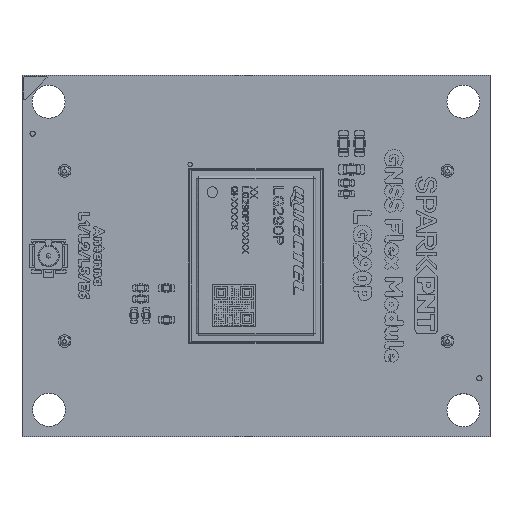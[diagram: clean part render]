
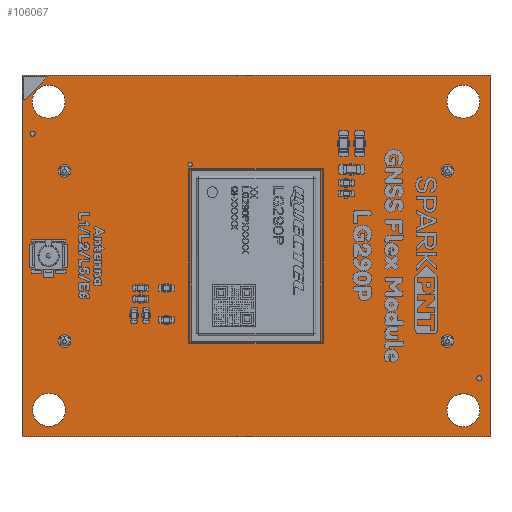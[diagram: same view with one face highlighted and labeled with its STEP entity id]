
A CAD part, top view. The second image highlights one B-rep face of the part: STEP entity #106067.
In plain terms, the highlighted planar face has unit normal (0, 0, 1).
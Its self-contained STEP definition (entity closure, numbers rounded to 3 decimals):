
#105867 = VERTEX_POINT('',#105868);
#105868 = CARTESIAN_POINT('',(44.,0.,1.51));
#105874 = EDGE_CURVE('',#105867,#105875,#105877,.T.);
#105875 = VERTEX_POINT('',#105876);
#105876 = CARTESIAN_POINT('',(0.,0.,1.51));
#105877 = LINE('',#105878,#105879);
#105878 = CARTESIAN_POINT('',(44.,0.,1.51));
#105879 = VECTOR('',#105880,1.);
#105880 = DIRECTION('',(-1.,0.,0.));
#105907 = VERTEX_POINT('',#105908);
#105908 = CARTESIAN_POINT('',(44.,34.,1.51));
#105914 = EDGE_CURVE('',#105907,#105867,#105915,.T.);
#105915 = LINE('',#105916,#105917);
#105916 = CARTESIAN_POINT('',(44.,34.,1.51));
#105917 = VECTOR('',#105918,1.);
#105918 = DIRECTION('',(0.,-1.,0.));
#105936 = EDGE_CURVE('',#105875,#105937,#105939,.T.);
#105937 = VERTEX_POINT('',#105938);
#105938 = CARTESIAN_POINT('',(0.,34.,1.51));
#105939 = LINE('',#105940,#105941);
#105940 = CARTESIAN_POINT('',(0.,0.,1.51));
#105941 = VECTOR('',#105942,1.);
#105942 = DIRECTION('',(0.,1.,0.));
#106067 = ADVANCED_FACE('',(#106068,#106079,#106090,#106101,#106112,
    #106123,#106134,#106145,#106156),#106167,.T.);
#106068 = FACE_BOUND('',#106069,.T.);
#106069 = EDGE_LOOP('',(#106070,#106071,#106072,#106078));
#106070 = ORIENTED_EDGE('',*,*,#105874,.F.);
#106071 = ORIENTED_EDGE('',*,*,#105914,.F.);
#106072 = ORIENTED_EDGE('',*,*,#106073,.F.);
#106073 = EDGE_CURVE('',#105937,#105907,#106074,.T.);
#106074 = LINE('',#106075,#106076);
#106075 = CARTESIAN_POINT('',(0.,34.,1.51));
#106076 = VECTOR('',#106077,1.);
#106077 = DIRECTION('',(1.,0.,0.));
#106078 = ORIENTED_EDGE('',*,*,#105936,.F.);
#106079 = FACE_BOUND('',#106080,.T.);
#106080 = EDGE_LOOP('',(#106081));
#106081 = ORIENTED_EDGE('',*,*,#106082,.T.);
#106082 = EDGE_CURVE('',#106083,#106083,#106085,.T.);
#106083 = VERTEX_POINT('',#106084);
#106084 = CARTESIAN_POINT('',(2.54,0.99,1.51));
#106085 = CIRCLE('',#106086,1.55);
#106086 = AXIS2_PLACEMENT_3D('',#106087,#106088,#106089);
#106087 = CARTESIAN_POINT('',(2.54,2.54,1.51));
#106088 = DIRECTION('',(-0.,0.,-1.));
#106089 = DIRECTION('',(-0.,-1.,0.));
#106090 = FACE_BOUND('',#106091,.T.);
#106091 = EDGE_LOOP('',(#106092));
#106092 = ORIENTED_EDGE('',*,*,#106093,.T.);
#106093 = EDGE_CURVE('',#106094,#106094,#106096,.T.);
#106094 = VERTEX_POINT('',#106095);
#106095 = CARTESIAN_POINT('',(4.,8.4,1.51));
#106096 = CIRCLE('',#106097,0.6);
#106097 = AXIS2_PLACEMENT_3D('',#106098,#106099,#106100);
#106098 = CARTESIAN_POINT('',(4.,9.,1.51));
#106099 = DIRECTION('',(-0.,0.,-1.));
#106100 = DIRECTION('',(-0.,-1.,0.));
#106101 = FACE_BOUND('',#106102,.T.);
#106102 = EDGE_LOOP('',(#106103));
#106103 = ORIENTED_EDGE('',*,*,#106104,.T.);
#106104 = EDGE_CURVE('',#106105,#106105,#106107,.T.);
#106105 = VERTEX_POINT('',#106106);
#106106 = CARTESIAN_POINT('',(41.5,0.95,1.51));
#106107 = CIRCLE('',#106108,1.55);
#106108 = AXIS2_PLACEMENT_3D('',#106109,#106110,#106111);
#106109 = CARTESIAN_POINT('',(41.5,2.5,1.51));
#106110 = DIRECTION('',(-0.,0.,-1.));
#106111 = DIRECTION('',(-0.,-1.,0.));
#106112 = FACE_BOUND('',#106113,.T.);
#106113 = EDGE_LOOP('',(#106114));
#106114 = ORIENTED_EDGE('',*,*,#106115,.T.);
#106115 = EDGE_CURVE('',#106116,#106116,#106118,.T.);
#106116 = VERTEX_POINT('',#106117);
#106117 = CARTESIAN_POINT('',(40.,8.4,1.51));
#106118 = CIRCLE('',#106119,0.6);
#106119 = AXIS2_PLACEMENT_3D('',#106120,#106121,#106122);
#106120 = CARTESIAN_POINT('',(40.,9.,1.51));
#106121 = DIRECTION('',(-0.,0.,-1.));
#106122 = DIRECTION('',(-0.,-1.,0.));
#106123 = FACE_BOUND('',#106124,.T.);
#106124 = EDGE_LOOP('',(#106125));
#106125 = ORIENTED_EDGE('',*,*,#106126,.T.);
#106126 = EDGE_CURVE('',#106127,#106127,#106129,.T.);
#106127 = VERTEX_POINT('',#106128);
#106128 = CARTESIAN_POINT('',(4.,24.4,1.51));
#106129 = CIRCLE('',#106130,0.6);
#106130 = AXIS2_PLACEMENT_3D('',#106131,#106132,#106133);
#106131 = CARTESIAN_POINT('',(4.,25.,1.51));
#106132 = DIRECTION('',(-0.,0.,-1.));
#106133 = DIRECTION('',(-0.,-1.,0.));
#106134 = FACE_BOUND('',#106135,.T.);
#106135 = EDGE_LOOP('',(#106136));
#106136 = ORIENTED_EDGE('',*,*,#106137,.T.);
#106137 = EDGE_CURVE('',#106138,#106138,#106140,.T.);
#106138 = VERTEX_POINT('',#106139);
#106139 = CARTESIAN_POINT('',(2.5,29.95,1.51));
#106140 = CIRCLE('',#106141,1.55);
#106141 = AXIS2_PLACEMENT_3D('',#106142,#106143,#106144);
#106142 = CARTESIAN_POINT('',(2.5,31.5,1.51));
#106143 = DIRECTION('',(-0.,0.,-1.));
#106144 = DIRECTION('',(-0.,-1.,0.));
#106145 = FACE_BOUND('',#106146,.T.);
#106146 = EDGE_LOOP('',(#106147));
#106147 = ORIENTED_EDGE('',*,*,#106148,.T.);
#106148 = EDGE_CURVE('',#106149,#106149,#106151,.T.);
#106149 = VERTEX_POINT('',#106150);
#106150 = CARTESIAN_POINT('',(40.,24.4,1.51));
#106151 = CIRCLE('',#106152,0.6);
#106152 = AXIS2_PLACEMENT_3D('',#106153,#106154,#106155);
#106153 = CARTESIAN_POINT('',(40.,25.,1.51));
#106154 = DIRECTION('',(-0.,0.,-1.));
#106155 = DIRECTION('',(-0.,-1.,0.));
#106156 = FACE_BOUND('',#106157,.T.);
#106157 = EDGE_LOOP('',(#106158));
#106158 = ORIENTED_EDGE('',*,*,#106159,.T.);
#106159 = EDGE_CURVE('',#106160,#106160,#106162,.T.);
#106160 = VERTEX_POINT('',#106161);
#106161 = CARTESIAN_POINT('',(41.5,29.95,1.51));
#106162 = CIRCLE('',#106163,1.55);
#106163 = AXIS2_PLACEMENT_3D('',#106164,#106165,#106166);
#106164 = CARTESIAN_POINT('',(41.5,31.5,1.51));
#106165 = DIRECTION('',(-0.,0.,-1.));
#106166 = DIRECTION('',(-0.,-1.,0.));
#106167 = PLANE('',#106168);
#106168 = AXIS2_PLACEMENT_3D('',#106169,#106170,#106171);
#106169 = CARTESIAN_POINT('',(0.,0.,1.51));
#106170 = DIRECTION('',(0.,0.,1.));
#106171 = DIRECTION('',(1.,0.,-0.));
